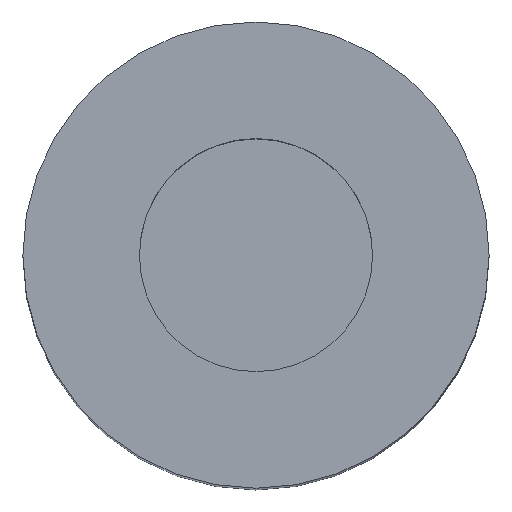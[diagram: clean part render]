
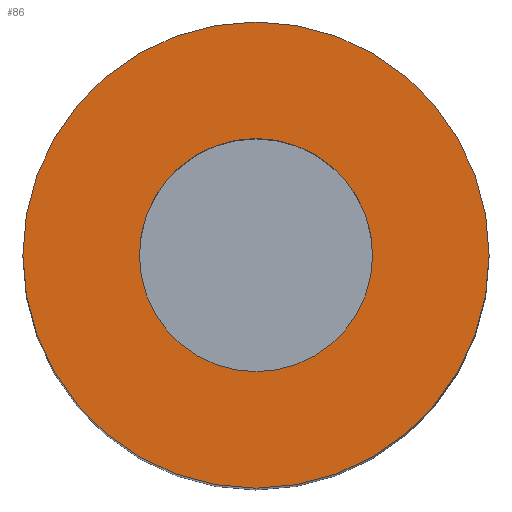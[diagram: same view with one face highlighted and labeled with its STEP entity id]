
A CAD part, top view. The second image highlights one B-rep face of the part: STEP entity #86.
In plain terms, the highlighted planar face has unit normal (0, 0, 1).
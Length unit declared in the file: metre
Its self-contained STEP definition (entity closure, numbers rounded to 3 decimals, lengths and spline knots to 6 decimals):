
#14=PLANE('',#112);
#22=ORIENTED_EDGE('',*,*,#36,.F.);
#23=ORIENTED_EDGE('',*,*,#34,.T.);
#34=EDGE_CURVE('',#41,#41,#48,.T.);
#36=EDGE_CURVE('',#43,#43,#50,.T.);
#41=VERTEX_POINT('',#162);
#43=VERTEX_POINT('',#167);
#48=CIRCLE('',#110,0.005);
#50=CIRCLE('',#113,0.0025);
#57=EDGE_LOOP('',(#22));
#58=EDGE_LOOP('',(#23));
#71=FACE_BOUND('',#57,.T.);
#72=FACE_BOUND('',#58,.T.);
#86=ADVANCED_FACE('',(#71,#72),#14,.T.);
#110=AXIS2_PLACEMENT_3D('',#161,#133,#134);
#112=AXIS2_PLACEMENT_3D('',#165,#137,#138);
#113=AXIS2_PLACEMENT_3D('',#166,#139,#140);
#133=DIRECTION('',(0.,0.,1.));
#134=DIRECTION('',(1.,0.,0.));
#137=DIRECTION('',(0.,0.,1.));
#138=DIRECTION('',(1.,0.,0.));
#139=DIRECTION('',(0.,0.,1.));
#140=DIRECTION('',(1.,0.,0.));
#161=CARTESIAN_POINT('',(0.,0.,0.0285));
#162=CARTESIAN_POINT('',(0.005,0.,0.0285));
#165=CARTESIAN_POINT('',(0.,0.,0.0285));
#166=CARTESIAN_POINT('',(0.,0.,0.0285));
#167=CARTESIAN_POINT('',(0.0025,0.,0.0285));
